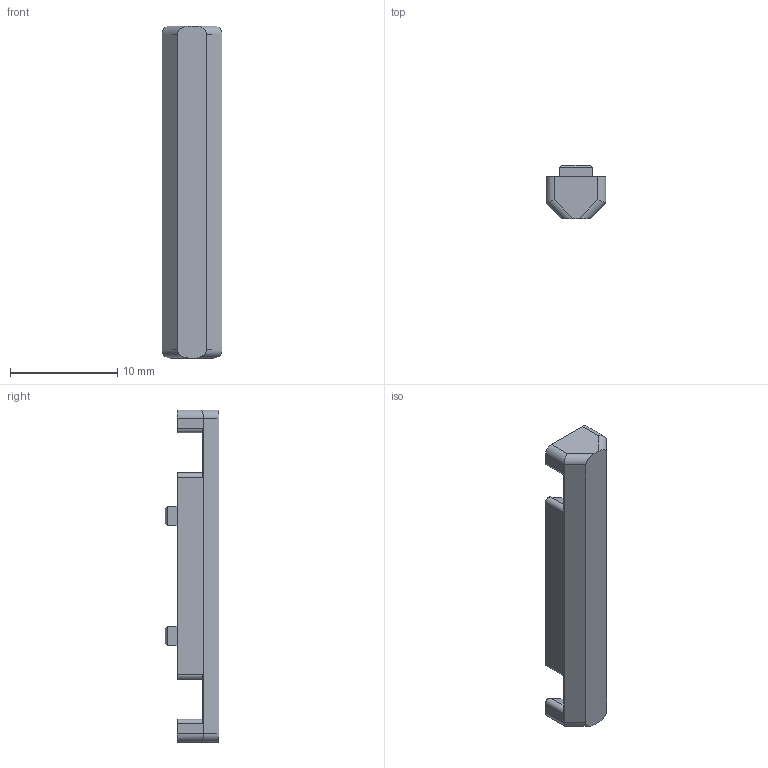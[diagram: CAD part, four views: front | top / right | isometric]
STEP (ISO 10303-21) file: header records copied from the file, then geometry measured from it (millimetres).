
FILE_DESCRIPTION(/* description */ (''),/* implementation_level */ '2;1');
FILE_NAME(/* name */ 'NoDropNut_Rear_Ext_Rear_Edge_x2 v2.step',/* time_stamp */ '2021-03-21T14:08:14-07:00',/* author */ (''),/* organization */ (''),/* preprocessor_version */ 'ST-DEVELOPER v18.1',/* originating_system */ 'Autodesk Translation Framework v9.10.0.1330',/* authorisation */ '');
FILE_SCHEMA (('AUTOMOTIVE_DESIGN { 1 0 10303 214 3 1 1 }'));
Length unit declared in the file: millimetre
Products named in the file (1): NoDropNut_Rear_Ext_Rear_Edge_x2
Bounding box: 5.6 x 5 x 31 mm (x, y, z)
Volume: 475.7 mm3; surface area: 627.2 mm2
Topology: 1 solids, 1 shells, 60 faces, 148 edges, 94 vertices
Faces by surface type: plane 40, cylinder 18, cone 2
Full cylindrical faces by diameter (mm): 3.1 x2
Entity records: 1787 total; most frequent: DIRECTION 304, CARTESIAN_POINT 303, ORIENTED_EDGE 296, EDGE_CURVE 148, LINE 114, VECTOR 114, AXIS2_PLACEMENT_3D 95, VERTEX_POINT 94
